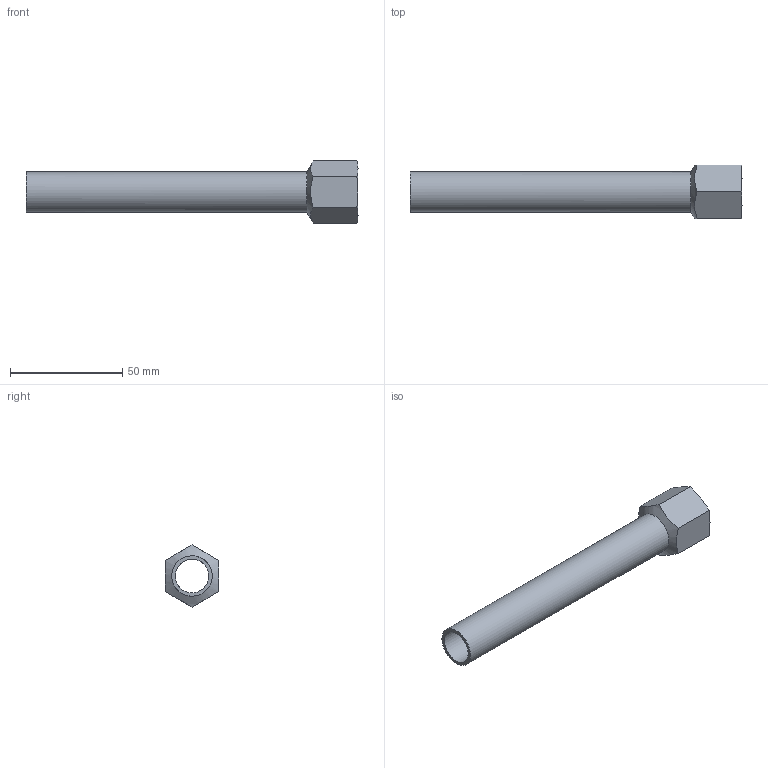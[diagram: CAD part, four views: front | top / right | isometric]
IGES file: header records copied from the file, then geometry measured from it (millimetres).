
Global section: file name: 40933; native system: Autodesk Inventor 2023; preprocessor: unknown; author: JANAN; date: 20240827.134521; units: millimetre
Bounding box: 148 x 24 x 27.71 mm (x, y, z)
Volume: 14988.4 mm3; surface area: 16570.8 mm2
Topology: 1 solids, 1 shells, 20 faces, 46 edges, 28 vertices
Faces by surface type: bspline 20
